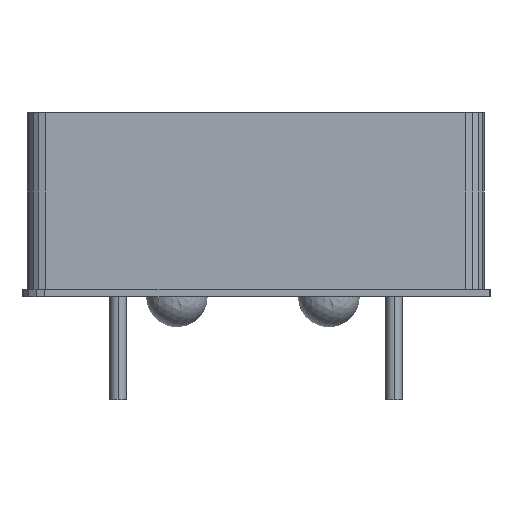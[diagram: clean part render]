
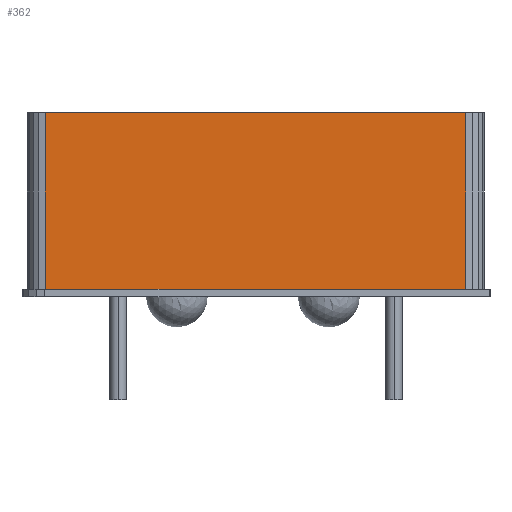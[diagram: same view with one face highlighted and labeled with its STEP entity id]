
A CAD part, left-side view. The second image highlights one B-rep face of the part: STEP entity #362.
In plain terms, the highlighted planar face has unit normal (-1, -0.001, 0).
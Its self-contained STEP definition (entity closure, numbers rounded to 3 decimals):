
#36 = EDGE_CURVE ( 'NONE', #288, #283, #43, .T. ) ;
#43 = LINE ( 'NONE', #102, #101 ) ;
#75 = CARTESIAN_POINT ( 'NONE',  ( -10.091, 5.806, 5.08 ) ) ;
#86 = DIRECTION ( 'NONE',  ( -0.001, 1., 0. ) ) ;
#87 = VECTOR ( 'NONE', #86, 1000. ) ;
#88 = CARTESIAN_POINT ( 'NONE',  ( -10.082, -5.794, 5.08 ) ) ;
#89 = LINE ( 'NONE', #88, #87 ) ;
#90 = CARTESIAN_POINT ( 'NONE',  ( -10.082, -5.794, 0. ) ) ;
#91 = CARTESIAN_POINT ( 'NONE',  ( -10.082, -5.794, 5.08 ) ) ;
#100 = DIRECTION ( 'NONE',  ( 0., 0., 1. ) ) ;
#101 = VECTOR ( 'NONE', #100, 1000. ) ;
#102 = CARTESIAN_POINT ( 'NONE',  ( -10.082, -5.794, 0. ) ) ;
#109 = CARTESIAN_POINT ( 'NONE',  ( -10.091, 5.806, 0. ) ) ;
#133 = FACE_OUTER_BOUND ( 'NONE', #342, .T. ) ;
#134 = AXIS2_PLACEMENT_3D ( 'NONE', #189, #188, #187 ) ;
#135 = PLANE ( 'NONE',  #134 ) ;
#152 = DIRECTION ( 'NONE',  ( 0., 0., -1. ) ) ;
#153 = VECTOR ( 'NONE', #152, 1000. ) ;
#154 = CARTESIAN_POINT ( 'NONE',  ( -10.091, 5.806, 0. ) ) ;
#158 = LINE ( 'NONE', #154, #153 ) ;
#182 = DIRECTION ( 'NONE',  ( 0.001, -1., 0. ) ) ;
#183 = VECTOR ( 'NONE', #182, 1000. ) ;
#184 = CARTESIAN_POINT ( 'NONE',  ( -10.091, 5.806, 0. ) ) ;
#185 = LINE ( 'NONE', #184, #183 ) ;
#187 = DIRECTION ( 'NONE',  ( 0.001, -1., 0. ) ) ;
#188 = DIRECTION ( 'NONE',  ( -1., -0.001, 0. ) ) ;
#189 = CARTESIAN_POINT ( 'NONE',  ( -10.082, -5.794, 0. ) ) ;
#283 = VERTEX_POINT ( 'NONE', #91 ) ;
#288 = VERTEX_POINT ( 'NONE', #90 ) ;
#289 = EDGE_CURVE ( 'NONE', #283, #295, #89, .T. ) ;
#295 = VERTEX_POINT ( 'NONE', #75 ) ;
#328 = VERTEX_POINT ( 'NONE', #109 ) ;
#340 = ORIENTED_EDGE ( 'NONE', *, *, #36, .T. ) ;
#341 = ORIENTED_EDGE ( 'NONE', *, *, #289, .T. ) ;
#342 = EDGE_LOOP ( 'NONE', ( #351, #364, #340, #341 ) ) ;
#351 = ORIENTED_EDGE ( 'NONE', *, *, #352, .T. ) ;
#352 = EDGE_CURVE ( 'NONE', #295, #328, #158, .T. ) ;
#362 = ADVANCED_FACE ( 'NONE', ( #133 ), #135, .T. ) ;
#364 = ORIENTED_EDGE ( 'NONE', *, *, #370, .T. ) ;
#370 = EDGE_CURVE ( 'NONE', #328, #288, #185, .T. ) ;
